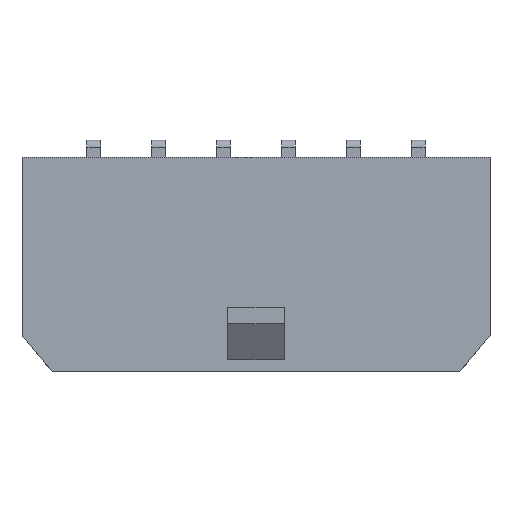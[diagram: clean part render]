
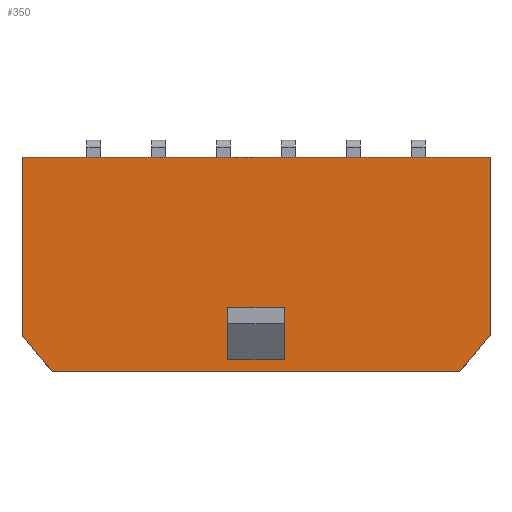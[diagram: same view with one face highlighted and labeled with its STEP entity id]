
A CAD part, top view. The second image highlights one B-rep face of the part: STEP entity #350.
In plain terms, the highlighted planar face has unit normal (0, 0, 1).
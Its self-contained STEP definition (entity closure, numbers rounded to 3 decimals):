
#350=ADVANCED_FACE('',(#791,#792),#582,.T.);
#582=PLANE('',#4349);
#791=FACE_BOUND('',#826,.T.);
#792=FACE_BOUND('',#827,.T.);
#826=EDGE_LOOP('',(#1201,#1202,#1203,#1204,#1205,#1206));
#827=EDGE_LOOP('',(#1207,#1208,#1209,#1210));
#1201=ORIENTED_EDGE('',*,*,#2750,.F.);
#1202=ORIENTED_EDGE('',*,*,#2733,.F.);
#1203=ORIENTED_EDGE('',*,*,#2785,.T.);
#1204=ORIENTED_EDGE('',*,*,#2742,.T.);
#1205=ORIENTED_EDGE('',*,*,#2747,.F.);
#1206=ORIENTED_EDGE('',*,*,#2780,.F.);
#1207=ORIENTED_EDGE('',*,*,#2786,.T.);
#1208=ORIENTED_EDGE('',*,*,#2787,.T.);
#1209=ORIENTED_EDGE('',*,*,#2788,.F.);
#1210=ORIENTED_EDGE('',*,*,#2789,.F.);
#2340=VERTEX_POINT('',#5923);
#2341=VERTEX_POINT('',#5925);
#2349=VERTEX_POINT('',#5942);
#2350=VERTEX_POINT('',#5944);
#2353=VERTEX_POINT('',#5952);
#2354=VERTEX_POINT('',#5956);
#2387=VERTEX_POINT('',#6029);
#2388=VERTEX_POINT('',#6030);
#2389=VERTEX_POINT('',#6032);
#2390=VERTEX_POINT('',#6034);
#2733=EDGE_CURVE('',#2340,#2341,#3334,.T.);
#2742=EDGE_CURVE('',#2350,#2349,#3343,.T.);
#2747=EDGE_CURVE('',#2353,#2349,#3348,.T.);
#2750=EDGE_CURVE('',#2341,#2354,#3351,.T.);
#2780=EDGE_CURVE('',#2354,#2353,#3381,.T.);
#2785=EDGE_CURVE('',#2340,#2350,#3386,.T.);
#2786=EDGE_CURVE('',#2387,#2388,#3387,.T.);
#2787=EDGE_CURVE('',#2388,#2389,#3388,.T.);
#2788=EDGE_CURVE('',#2390,#2389,#3389,.T.);
#2789=EDGE_CURVE('',#2387,#2390,#3390,.T.);
#3334=LINE('',#5924,#3879);
#3343=LINE('',#5943,#3888);
#3348=LINE('',#5953,#3893);
#3351=LINE('',#5959,#3896);
#3381=LINE('',#6019,#3926);
#3386=LINE('',#6027,#3931);
#3387=LINE('',#6028,#3932);
#3388=LINE('',#6031,#3933);
#3389=LINE('',#6033,#3934);
#3390=LINE('',#6035,#3935);
#3879=VECTOR('',#4723,1.);
#3888=VECTOR('',#4734,1.);
#3893=VECTOR('',#4741,1.);
#3896=VECTOR('',#4746,1.);
#3926=VECTOR('',#4778,1.);
#3931=VECTOR('',#4785,1.);
#3932=VECTOR('',#4786,1.);
#3933=VECTOR('',#4787,1.);
#3934=VECTOR('',#4788,1.);
#3935=VECTOR('',#4789,1.);
#4349=AXIS2_PLACEMENT_3D('',#6036,#4790,#4791);
#4723=DIRECTION('',(0.,-1.,0.));
#4734=DIRECTION('',(0.,-1.,0.));
#4741=DIRECTION('',(-0.643,0.766,0.));
#4746=DIRECTION('',(-0.643,-0.766,0.));
#4778=DIRECTION('',(-1.,0.,0.));
#4785=DIRECTION('',(-1.,0.,0.));
#4786=DIRECTION('',(-1.,0.,0.));
#4787=DIRECTION('',(0.,1.,0.));
#4788=DIRECTION('',(-1.,0.,0.));
#4789=DIRECTION('',(0.,1.,0.));
#4790=DIRECTION('',(0.,0.,1.));
#4791=DIRECTION('',(1.,0.,0.));
#5923=CARTESIAN_POINT('',(10.82,9.9,3.86));
#5924=CARTESIAN_POINT('',(10.82,9.9,3.86));
#5925=CARTESIAN_POINT('',(10.82,1.668,3.86));
#5942=CARTESIAN_POINT('',(-10.82,1.668,3.86));
#5943=CARTESIAN_POINT('',(-10.82,9.9,3.86));
#5944=CARTESIAN_POINT('',(-10.82,9.9,3.86));
#5952=CARTESIAN_POINT('',(-9.42,0.,3.86));
#5953=CARTESIAN_POINT('',(-9.42,0.,3.86));
#5956=CARTESIAN_POINT('',(9.42,0.,3.86));
#5959=CARTESIAN_POINT('',(10.82,1.668,3.86));
#6019=CARTESIAN_POINT('',(10.82,0.,3.86));
#6027=CARTESIAN_POINT('',(10.82,9.9,3.86));
#6028=CARTESIAN_POINT('',(1.3,0.54,3.86));
#6029=CARTESIAN_POINT('',(1.3,0.54,3.86));
#6030=CARTESIAN_POINT('',(-1.3,0.54,3.86));
#6031=CARTESIAN_POINT('',(-1.3,0.54,3.86));
#6032=CARTESIAN_POINT('',(-1.3,2.95,3.86));
#6033=CARTESIAN_POINT('',(1.3,2.95,3.86));
#6034=CARTESIAN_POINT('',(1.3,2.95,3.86));
#6035=CARTESIAN_POINT('',(1.3,0.54,3.86));
#6036=CARTESIAN_POINT('',(10.82,9.9,3.86));
